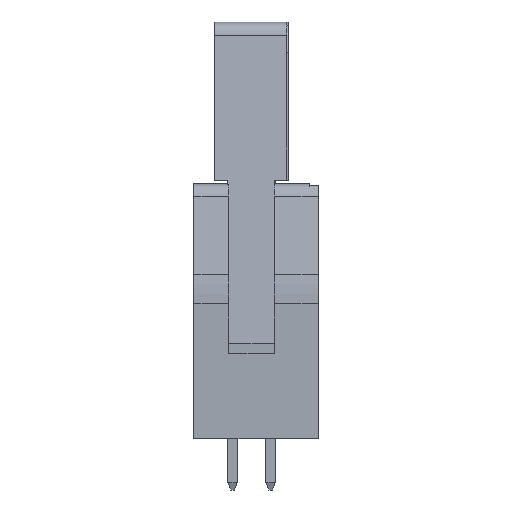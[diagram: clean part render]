
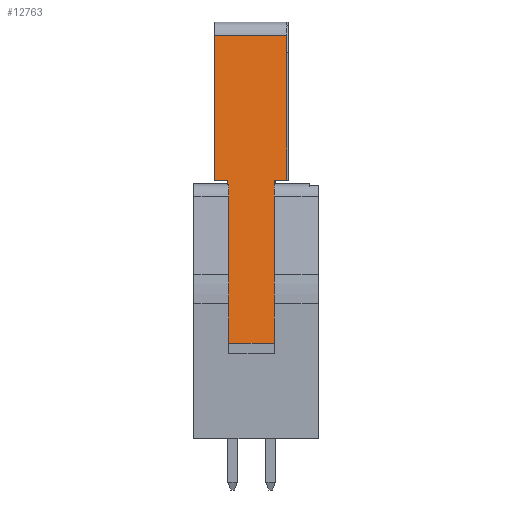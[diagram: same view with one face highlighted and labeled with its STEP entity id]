
A CAD part, front view. The second image highlights one B-rep face of the part: STEP entity #12763.
In plain terms, the highlighted face is planar.
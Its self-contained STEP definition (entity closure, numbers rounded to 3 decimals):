
#1276=ORIENTED_EDGE('',*,*,#2963,.F.);
#1277=ORIENTED_EDGE('',*,*,#3429,.T.);
#1278=ORIENTED_EDGE('',*,*,#3433,.F.);
#1279=ORIENTED_EDGE('',*,*,#3434,.T.);
#1280=ORIENTED_EDGE('',*,*,#3435,.F.);
#1281=ORIENTED_EDGE('',*,*,#3436,.F.);
#1282=ORIENTED_EDGE('',*,*,#3437,.T.);
#1283=ORIENTED_EDGE('',*,*,#3438,.F.);
#1284=ORIENTED_EDGE('',*,*,#3439,.F.);
#1285=ORIENTED_EDGE('',*,*,#2846,.T.);
#2846=EDGE_CURVE('',#4159,#4160,#4981,.T.);
#2963=EDGE_CURVE('',#4253,#4160,#5089,.T.);
#3429=EDGE_CURVE('',#4253,#4551,#5514,.T.);
#3433=EDGE_CURVE('',#4554,#4551,#5518,.T.);
#3434=EDGE_CURVE('',#4554,#4555,#5519,.T.);
#3435=EDGE_CURVE('',#4556,#4555,#5520,.T.);
#3436=EDGE_CURVE('',#4557,#4556,#5521,.T.);
#3437=EDGE_CURVE('',#4557,#4558,#5522,.T.);
#3438=EDGE_CURVE('',#4559,#4558,#5523,.T.);
#3439=EDGE_CURVE('',#4159,#4559,#5524,.T.);
#4159=VERTEX_POINT('',#16322);
#4160=VERTEX_POINT('',#16323);
#4253=VERTEX_POINT('',#16566);
#4551=VERTEX_POINT('',#17451);
#4554=VERTEX_POINT('',#17461);
#4555=VERTEX_POINT('',#17463);
#4556=VERTEX_POINT('',#17465);
#4557=VERTEX_POINT('',#17467);
#4558=VERTEX_POINT('',#17469);
#4559=VERTEX_POINT('',#17471);
#4981=LINE('',#16321,#6208);
#5089=LINE('',#16567,#6316);
#5514=LINE('',#17452,#6741);
#5518=LINE('',#17460,#6745);
#5519=LINE('',#17462,#6746);
#5520=LINE('',#17464,#6747);
#5521=LINE('',#17466,#6748);
#5522=LINE('',#17468,#6749);
#5523=LINE('',#17470,#6750);
#5524=LINE('',#17472,#6751);
#6208=VECTOR('',#13833,1000.);
#6316=VECTOR('',#14027,1000.);
#6741=VECTOR('',#14776,1000.);
#6745=VECTOR('',#14784,1000.);
#6746=VECTOR('',#14785,1000.);
#6747=VECTOR('',#14786,1000.);
#6748=VECTOR('',#14787,1000.);
#6749=VECTOR('',#14788,1000.);
#6750=VECTOR('',#14789,1000.);
#6751=VECTOR('',#14790,1000.);
#7569=EDGE_LOOP('',(#1276,#1277,#1278,#1279,#1280,#1281,#1282,#1283,#1284,
#1285));
#8138=FACE_BOUND('',#7569,.T.);
#8657=PLANE('',#13339);
#12763=ADVANCED_FACE('',(#8138),#8657,.T.);
#13339=AXIS2_PLACEMENT_3D('',#17459,#14782,#14783);
#13833=DIRECTION('',(0.,1.,0.));
#14027=DIRECTION('',(-0.117,0.,0.993));
#14776=DIRECTION('',(0.,1.,0.));
#14782=DIRECTION('',(0.993,0.,0.117));
#14783=DIRECTION('',(0.117,0.,-0.993));
#14784=DIRECTION('',(0.117,0.,-0.993));
#14785=DIRECTION('',(0.,1.,0.));
#14786=DIRECTION('',(0.117,0.,-0.993));
#14787=DIRECTION('',(0.,1.,0.));
#14788=DIRECTION('',(0.117,0.,-0.993));
#14789=DIRECTION('',(0.,-1.,0.));
#14790=DIRECTION('',(-0.117,0.,0.993));
#16321=CARTESIAN_POINT('',(16.739,-4.15,11.948));
#16322=CARTESIAN_POINT('',(16.739,-1.925,11.948));
#16323=CARTESIAN_POINT('',(16.739,-1.825,11.948));
#16566=CARTESIAN_POINT('',(17.99,-1.825,1.366));
#16567=CARTESIAN_POINT('',(18.046,-1.825,0.892));
#17451=CARTESIAN_POINT('',(17.99,1.215,1.366));
#17452=CARTESIAN_POINT('',(17.99,-2.755,1.366));
#17459=CARTESIAN_POINT('',(15.34,-2.755,23.785));
#17460=CARTESIAN_POINT('',(16.704,1.215,12.249));
#17461=CARTESIAN_POINT('',(16.704,1.215,12.249));
#17462=CARTESIAN_POINT('',(16.704,1.215,12.249));
#17463=CARTESIAN_POINT('',(16.704,2.045,12.249));
#17464=CARTESIAN_POINT('',(15.34,2.045,23.785));
#17465=CARTESIAN_POINT('',(15.561,2.045,21.913));
#17466=CARTESIAN_POINT('',(15.561,-2.755,21.913));
#17467=CARTESIAN_POINT('',(15.561,-2.755,21.913));
#17468=CARTESIAN_POINT('',(15.34,-2.755,23.785));
#17469=CARTESIAN_POINT('',(16.704,-2.755,12.249));
#17470=CARTESIAN_POINT('',(16.704,-1.925,12.249));
#17471=CARTESIAN_POINT('',(16.704,-1.925,12.249));
#17472=CARTESIAN_POINT('',(16.704,-1.925,12.249));
